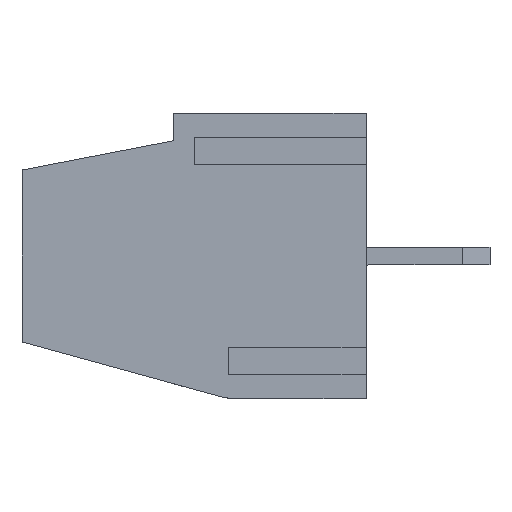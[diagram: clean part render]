
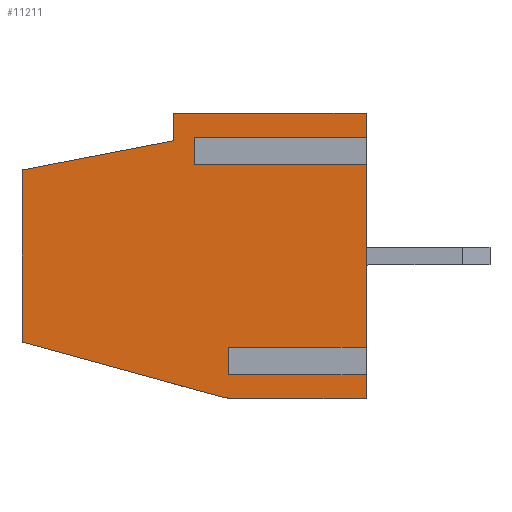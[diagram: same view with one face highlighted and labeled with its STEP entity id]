
A CAD part, left-side view. The second image highlights one B-rep face of the part: STEP entity #11211.
In plain terms, the highlighted planar face has unit normal (-1, 0, 0).
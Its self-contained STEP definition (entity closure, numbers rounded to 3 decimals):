
#31 = CARTESIAN_POINT ( 'NONE',  ( 0., 0., -8.3 ) ) ;
#194 = DIRECTION ( 'NONE',  ( 0., 0.964, 0.265 ) ) ;
#231 = EDGE_CURVE ( 'NONE', #11312, #3185, #5023, .T. ) ;
#379 = VERTEX_POINT ( 'NONE', #4502 ) ;
#533 = VECTOR ( 'NONE', #10603, 1000. ) ;
#573 = CARTESIAN_POINT ( 'NONE',  ( 0., 5., -0.85 ) ) ;
#577 = CARTESIAN_POINT ( 'NONE',  ( 0., 0., -6.95 ) ) ;
#637 = VECTOR ( 'NONE', #5992, 1000. ) ;
#846 = VERTEX_POINT ( 'NONE', #7640 ) ;
#1076 = CARTESIAN_POINT ( 'NONE',  ( 0., 4., -6.95 ) ) ;
#1162 = DIRECTION ( 'NONE',  ( 0., 0., -1. ) ) ;
#1233 = DIRECTION ( 'NONE',  ( 0., 0., -1. ) ) ;
#1293 = VECTOR ( 'NONE', #8470, 1000. ) ;
#1404 = CARTESIAN_POINT ( 'NONE',  ( 0., 0., 0. ) ) ;
#1443 = CARTESIAN_POINT ( 'NONE',  ( 0., 0., -1.35 ) ) ;
#1526 = VECTOR ( 'NONE', #8181, 1000. ) ;
#1528 = EDGE_CURVE ( 'NONE', #846, #4796, #2065, .T. ) ;
#1589 = DIRECTION ( 'NONE',  ( 0., 0., 1. ) ) ;
#2065 = LINE ( 'NONE', #10171, #637 ) ;
#2212 = DIRECTION ( 'NONE',  ( 0., 1., 0. ) ) ;
#2298 = CARTESIAN_POINT ( 'NONE',  ( 0., 4.26, -8.228 ) ) ;
#2549 = LINE ( 'NONE', #10398, #3989 ) ;
#2560 = CARTESIAN_POINT ( 'NONE',  ( 0., 4., -7.45 ) ) ;
#2586 = DIRECTION ( 'NONE',  ( 0., -1., 0. ) ) ;
#2668 = EDGE_CURVE ( 'NONE', #379, #7972, #2777, .T. ) ;
#2696 = DIRECTION ( 'NONE',  ( 0., 0., 1. ) ) ;
#2749 = ORIENTED_EDGE ( 'NONE', *, *, #231, .F. ) ;
#2777 = LINE ( 'NONE', #3802, #5190 ) ;
#2814 = CARTESIAN_POINT ( 'NONE',  ( 0., 0., -8.3 ) ) ;
#2948 = ORIENTED_EDGE ( 'NONE', *, *, #4308, .F. ) ;
#3123 = EDGE_CURVE ( 'NONE', #3185, #9573, #9623, .T. ) ;
#3185 = VERTEX_POINT ( 'NONE', #2814 ) ;
#3239 = CARTESIAN_POINT ( 'NONE',  ( 0., 0., 0. ) ) ;
#3264 = VERTEX_POINT ( 'NONE', #11166 ) ;
#3266 = EDGE_CURVE ( 'NONE', #846, #8253, #9492, .T. ) ;
#3420 = AXIS2_PLACEMENT_3D ( 'NONE', #3239, #6201, #2212 ) ;
#3789 = AXIS2_PLACEMENT_3D ( 'NONE', #7104, #6135, #1233 ) ;
#3802 = CARTESIAN_POINT ( 'NONE',  ( 0., 10., -1.65 ) ) ;
#3874 = ORIENTED_EDGE ( 'NONE', *, *, #12000, .F. ) ;
#3985 = CARTESIAN_POINT ( 'NONE',  ( 0., 0., 0. ) ) ;
#3989 = VECTOR ( 'NONE', #1589, 1000. ) ;
#4060 = CARTESIAN_POINT ( 'NONE',  ( 0., 0., 0. ) ) ;
#4248 = CARTESIAN_POINT ( 'NONE',  ( 0., 4., -7.6 ) ) ;
#4262 = CARTESIAN_POINT ( 'NONE',  ( 0., 5.6, 0. ) ) ;
#4308 = EDGE_CURVE ( 'NONE', #6708, #6777, #8383, .T. ) ;
#4502 = CARTESIAN_POINT ( 'NONE',  ( 0., 10., -1.65 ) ) ;
#4609 = EDGE_CURVE ( 'NONE', #12064, #8104, #9132, .T. ) ;
#4724 = ORIENTED_EDGE ( 'NONE', *, *, #1528, .F. ) ;
#4796 = VERTEX_POINT ( 'NONE', #1443 ) ;
#4813 = CARTESIAN_POINT ( 'NONE',  ( 0., 5.6, -0.8 ) ) ;
#5023 = LINE ( 'NONE', #4060, #5790 ) ;
#5103 = FACE_OUTER_BOUND ( 'NONE', #7941, .T. ) ;
#5190 = VECTOR ( 'NONE', #11658, 1000. ) ;
#5210 = EDGE_CURVE ( 'NONE', #10587, #9573, #11400, .T. ) ;
#5329 = DIRECTION ( 'NONE',  ( 0., 0., -1. ) ) ;
#5783 = DIRECTION ( 'NONE',  ( 0., -1., 0. ) ) ;
#5790 = VECTOR ( 'NONE', #1162, 1000. ) ;
#5900 = DIRECTION ( 'NONE',  ( 0., 1., 0. ) ) ;
#5992 = DIRECTION ( 'NONE',  ( 0., -1., 0. ) ) ;
#6112 = VECTOR ( 'NONE', #2696, 1000. ) ;
#6135 = DIRECTION ( 'NONE',  ( -1., 0., 0. ) ) ;
#6139 = CARTESIAN_POINT ( 'NONE',  ( 0., 5., -7.45 ) ) ;
#6201 = DIRECTION ( 'NONE',  ( 1., 0., 0. ) ) ;
#6309 = VECTOR ( 'NONE', #10056, 1000. ) ;
#6478 = ORIENTED_EDGE ( 'NONE', *, *, #4609, .T. ) ;
#6524 = VECTOR ( 'NONE', #5329, 1000. ) ;
#6648 = CARTESIAN_POINT ( 'NONE',  ( 0., 3.73, -8.3 ) ) ;
#6708 = VERTEX_POINT ( 'NONE', #10293 ) ;
#6777 = VERTEX_POINT ( 'NONE', #11322 ) ;
#6893 = EDGE_CURVE ( 'NONE', #11232, #379, #12492, .T. ) ;
#6967 = EDGE_CURVE ( 'NONE', #8104, #7783, #7730, .T. ) ;
#6982 = ORIENTED_EDGE ( 'NONE', *, *, #5210, .T. ) ;
#7104 = CARTESIAN_POINT ( 'NONE',  ( 0., 3.73, -6.3 ) ) ;
#7110 = PLANE ( 'NONE',  #3420 ) ;
#7116 = ORIENTED_EDGE ( 'NONE', *, *, #3266, .T. ) ;
#7256 = CARTESIAN_POINT ( 'NONE',  ( 0., 5., -1.35 ) ) ;
#7571 = ORIENTED_EDGE ( 'NONE', *, *, #6967, .T. ) ;
#7640 = CARTESIAN_POINT ( 'NONE',  ( 0., 5., -1.35 ) ) ;
#7730 = LINE ( 'NONE', #11642, #11192 ) ;
#7766 = LINE ( 'NONE', #12051, #11880 ) ;
#7783 = VERTEX_POINT ( 'NONE', #577 ) ;
#7910 = ORIENTED_EDGE ( 'NONE', *, *, #11223, .F. ) ;
#7941 = EDGE_LOOP ( 'NONE', ( #11303, #6982, #12740, #2749, #7910, #6478, #7571, #3874, #4724, #7116, #12272, #10536, #2948, #12133, #11537, #9971 ) ) ;
#7972 = VERTEX_POINT ( 'NONE', #4813 ) ;
#8104 = VERTEX_POINT ( 'NONE', #1076 ) ;
#8181 = DIRECTION ( 'NONE',  ( 0., 0., 1. ) ) ;
#8253 = VERTEX_POINT ( 'NONE', #12006 ) ;
#8383 = LINE ( 'NONE', #4262, #9733 ) ;
#8392 = CARTESIAN_POINT ( 'NONE',  ( 0., 0., -7.45 ) ) ;
#8470 = DIRECTION ( 'NONE',  ( 0., 0., 1. ) ) ;
#8628 = EDGE_CURVE ( 'NONE', #7972, #6708, #2549, .T. ) ;
#8967 = EDGE_CURVE ( 'NONE', #6777, #3264, #10932, .T. ) ;
#9008 = DIRECTION ( 'NONE',  ( 0., 0., -1. ) ) ;
#9095 = CARTESIAN_POINT ( 'NONE',  ( 0., 10., -6.65 ) ) ;
#9132 = LINE ( 'NONE', #4248, #1526 ) ;
#9492 = LINE ( 'NONE', #7256, #1293 ) ;
#9573 = VERTEX_POINT ( 'NONE', #6648 ) ;
#9623 = LINE ( 'NONE', #31, #11983 ) ;
#9733 = VECTOR ( 'NONE', #2586, 1000. ) ;
#9751 = VECTOR ( 'NONE', #9008, 1000. ) ;
#9971 = ORIENTED_EDGE ( 'NONE', *, *, #6893, .F. ) ;
#9999 = LINE ( 'NONE', #6139, #6309 ) ;
#10056 = DIRECTION ( 'NONE',  ( 0., -1., 0. ) ) ;
#10171 = CARTESIAN_POINT ( 'NONE',  ( 0., 5., -1.35 ) ) ;
#10219 = LINE ( 'NONE', #1404, #6524 ) ;
#10293 = CARTESIAN_POINT ( 'NONE',  ( 0., 5.6, 0. ) ) ;
#10339 = EDGE_CURVE ( 'NONE', #8253, #3264, #12488, .T. ) ;
#10398 = CARTESIAN_POINT ( 'NONE',  ( 0., 5.6, -0.8 ) ) ;
#10536 = ORIENTED_EDGE ( 'NONE', *, *, #8967, .F. ) ;
#10587 = VERTEX_POINT ( 'NONE', #2298 ) ;
#10603 = DIRECTION ( 'NONE',  ( 0., -1., 0. ) ) ;
#10932 = LINE ( 'NONE', #3985, #9751 ) ;
#11166 = CARTESIAN_POINT ( 'NONE',  ( 0., 0., -0.85 ) ) ;
#11192 = VECTOR ( 'NONE', #5783, 1000. ) ;
#11211 = ADVANCED_FACE ( 'NONE', ( #5103 ), #7110, .F. ) ;
#11223 = EDGE_CURVE ( 'NONE', #12064, #11312, #9999, .T. ) ;
#11232 = VERTEX_POINT ( 'NONE', #9095 ) ;
#11303 = ORIENTED_EDGE ( 'NONE', *, *, #12722, .F. ) ;
#11312 = VERTEX_POINT ( 'NONE', #8392 ) ;
#11322 = CARTESIAN_POINT ( 'NONE',  ( 0., 0., 0. ) ) ;
#11400 = CIRCLE ( 'NONE', #3789, 2. ) ;
#11504 = CARTESIAN_POINT ( 'NONE',  ( 0., 10., -6.65 ) ) ;
#11537 = ORIENTED_EDGE ( 'NONE', *, *, #2668, .F. ) ;
#11642 = CARTESIAN_POINT ( 'NONE',  ( 0., 5., -6.95 ) ) ;
#11658 = DIRECTION ( 'NONE',  ( 0., -0.982, 0.19 ) ) ;
#11880 = VECTOR ( 'NONE', #194, 1000. ) ;
#11983 = VECTOR ( 'NONE', #5900, 1000. ) ;
#12000 = EDGE_CURVE ( 'NONE', #4796, #7783, #10219, .T. ) ;
#12006 = CARTESIAN_POINT ( 'NONE',  ( 0., 5., -0.85 ) ) ;
#12051 = CARTESIAN_POINT ( 'NONE',  ( 0., 4., -8.3 ) ) ;
#12064 = VERTEX_POINT ( 'NONE', #2560 ) ;
#12133 = ORIENTED_EDGE ( 'NONE', *, *, #8628, .F. ) ;
#12272 = ORIENTED_EDGE ( 'NONE', *, *, #10339, .T. ) ;
#12488 = LINE ( 'NONE', #573, #533 ) ;
#12492 = LINE ( 'NONE', #11504, #6112 ) ;
#12722 = EDGE_CURVE ( 'NONE', #10587, #11232, #7766, .T. ) ;
#12740 = ORIENTED_EDGE ( 'NONE', *, *, #3123, .F. ) ;
